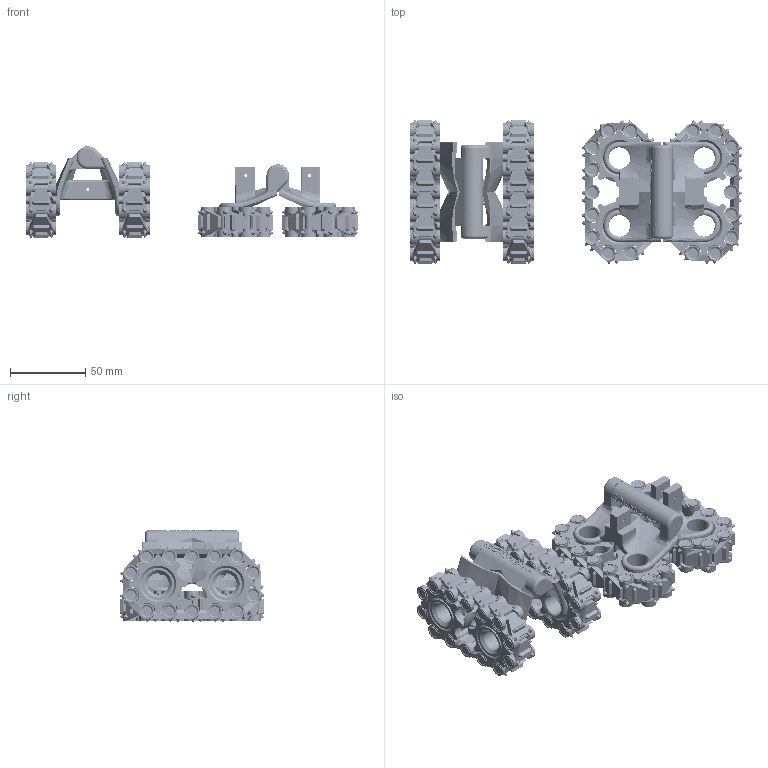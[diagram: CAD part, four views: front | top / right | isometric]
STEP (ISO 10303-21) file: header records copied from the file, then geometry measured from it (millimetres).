
FILE_DESCRIPTION(/* description */ (''),/* implementation_level */ '2;1');
FILE_NAME(/* name */ 'PIPBOT-1.0 STEP.step',/* time_stamp */ '2023-01-18T01:01:56+01:00',/* author */ (''),/* organization */ (''),/* preprocessor_version */ 'ST-DEVELOPER v19.2',/* originating_system */ 'Autodesk Translation Framework v11.17.0.187',/* authorisation */ '');
FILE_SCHEMA (('AUTOMOTIVE_DESIGN { 1 0 10303 214 3 1 1 }'));
Length unit declared in the file: millimetre
Products named in the file (12): PIPBOT 1 STL; PIPBOT; CHAIN L; CHAIN R; PIPBOT_1; BODY R; CHAIN L_1; Modul(Mirror); BODY L; WHEEL; CHAIN R_1; Modul
Assembly tree (74 placements, depth 4):
  PIPBOT 1 STL
    PIPBOT
      BODY R
      CHAIN L
        Modul(Mirror)  x14
      BODY L
      WHEEL  x4
      CHAIN R
        Modul  x14
    PIPBOT_1
      BODY R
      CHAIN L_1
        Modul(Mirror)  x14
      BODY L
      WHEEL  x4
      CHAIN R_1
        Modul  x14
Bounding box: 220.21 x 95.21 x 60.71 mm (x, y, z)
Volume: 245152.5 mm3; surface area: 177698.4 mm2
Topology: 292 solids, 292 shells, 5332 faces, 13420 edges, 8450 vertices
Faces by surface type: plane 2540, cylinder 1304, bspline 772, cone 556, torus 160
Full cylindrical faces by diameter (mm): 2 x2, 2.4 x4, 5 x56, 6.41 x112, 8.2 x56, 8.8 x56, 10 x56, 14.197 x8, 15 x4, 18.197 x8, 20.197 x24, 21.49 x8, 32.197 x8
Entity records: 23251 total; most frequent: CARTESIAN_POINT 9445, ORIENTED_EDGE 3008, DIRECTION 2544, EDGE_CURVE 1504, VERTEX_POINT 977, AXIS2_PLACEMENT_3D 977, LINE 590, VECTOR 590
